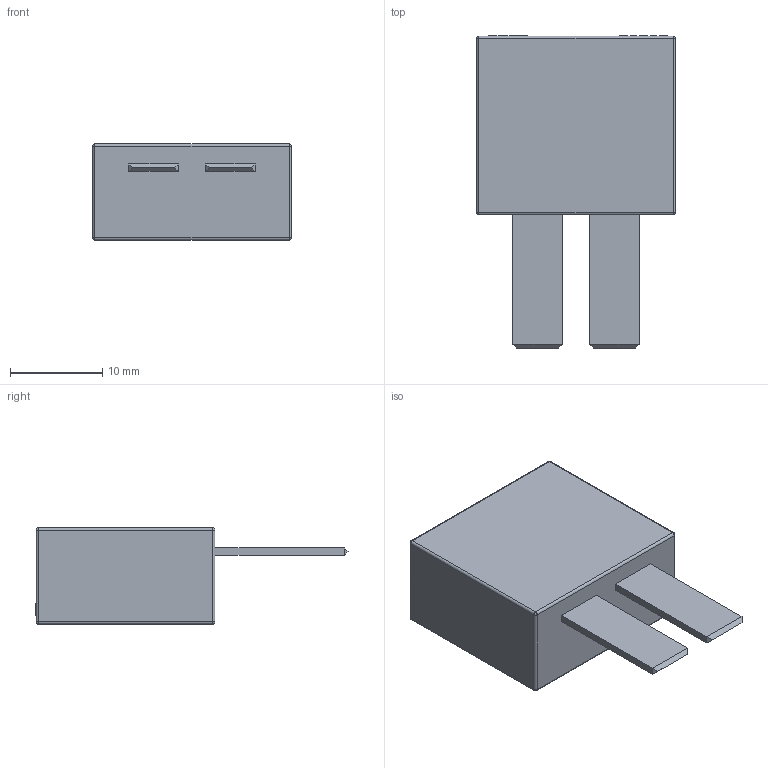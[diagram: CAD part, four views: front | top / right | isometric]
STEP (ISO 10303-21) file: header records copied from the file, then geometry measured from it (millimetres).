
FILE_DESCRIPTION (( 'STEP AP214' ), '1' );
FILE_NAME ('30 Amp Fuse.STEP', '2017-04-17T19:31:02', ( 'ART' ), ( 'Microsoft' ), 'SwSTEP 2.0', 'SolidWorks 2015', '' );
FILE_SCHEMA (( 'AUTOMOTIVE_DESIGN' ));
Length unit declared in the file: inch
Products named in the file (1): 30 Amp Fuse
Bounding box: 21.59 x 33.93 x 10.46 mm (x, y, z)
Volume: 4512.2 mm3; surface area: 2090.9 mm2
Topology: 15 solids, 15 shells, 429 faces, 1104 edges, 720 vertices
Faces by surface type: plane 301, bspline 108, cylinder 12, sphere 8
Entity records: 22234 total; most frequent: CARTESIAN_POINT 9138, ORIENTED_EDGE 2192, DIRECTION 1548, EDGE_CURVE 1096, VECTOR 856, LINE 856, VERTEX_POINT 720, EDGE_LOOP 466
